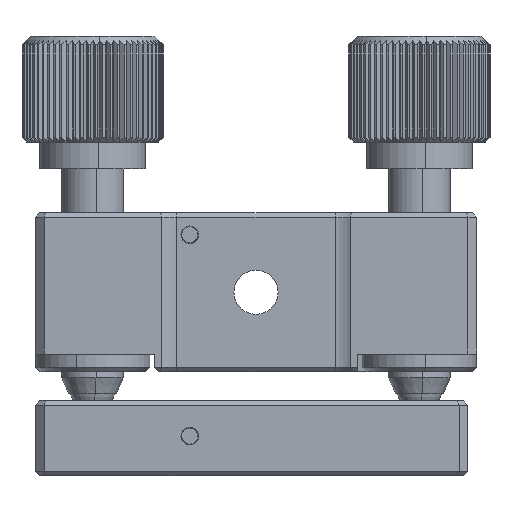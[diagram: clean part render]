
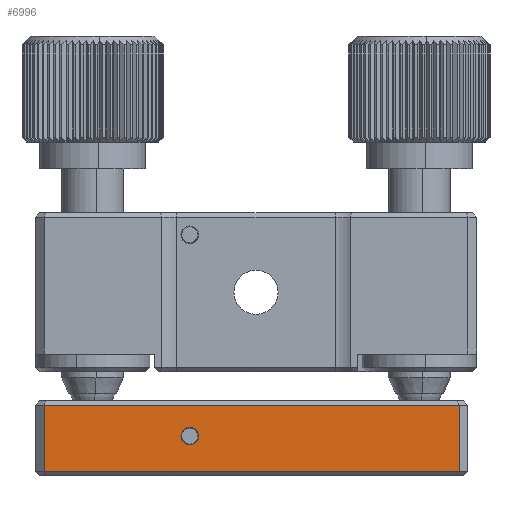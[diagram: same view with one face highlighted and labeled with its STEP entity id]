
A CAD part, left-side view. The second image highlights one B-rep face of the part: STEP entity #6996.
In plain terms, the highlighted planar face has unit normal (-1, 0, 0).
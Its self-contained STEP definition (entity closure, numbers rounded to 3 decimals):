
#387 = EDGE_CURVE ( 'NONE', #31411, #21684, #24780, .T. ) ;
#453 = DIRECTION ( 'NONE',  ( 0., 0., 1. ) ) ;
#1505 = CARTESIAN_POINT ( 'NONE',  ( -24., -25.117, -3.705 ) ) ;
#1511 = VECTOR ( 'NONE', #33104, 1000. ) ;
#1821 = ORIENTED_EDGE ( 'NONE', *, *, #31235, .F. ) ;
#2729 = CARTESIAN_POINT ( 'NONE',  ( -24., -25.117, 3.795 ) ) ;
#3152 = CARTESIAN_POINT ( 'NONE',  ( -24., 21.883, 3.795 ) ) ;
#3315 = EDGE_CURVE ( 'NONE', #20628, #31411, #26942, .T. ) ;
#3435 = DIRECTION ( 'NONE',  ( 0., 0., -1. ) ) ;
#3674 = AXIS2_PLACEMENT_3D ( 'NONE', #23468, #28629, #453 ) ;
#4008 = VECTOR ( 'NONE', #15453, 1000. ) ;
#4034 = CARTESIAN_POINT ( 'NONE',  ( -24., -25.117, -3.705 ) ) ;
#4220 = AXIS2_PLACEMENT_3D ( 'NONE', #8867, #16687, #3435 ) ;
#4423 = DIRECTION ( 'NONE',  ( 0., 0., -1. ) ) ;
#4750 = ORIENTED_EDGE ( 'NONE', *, *, #13245, .F. ) ;
#6996 = ADVANCED_FACE ( 'NONE', ( #21369, #23778 ), #18816, .F. ) ;
#7035 = DIRECTION ( 'NONE',  ( 0., 0., -1. ) ) ;
#8867 = CARTESIAN_POINT ( 'NONE',  ( -24., -25.117, 4.295 ) ) ;
#9668 = VECTOR ( 'NONE', #7035, 1000. ) ;
#11206 = CARTESIAN_POINT ( 'NONE',  ( -24., 21.883, -3.705 ) ) ;
#11452 = CARTESIAN_POINT ( 'NONE',  ( -24., 5.383, -0.705 ) ) ;
#11910 = VERTEX_POINT ( 'NONE', #11452 ) ;
#12409 = CARTESIAN_POINT ( 'NONE',  ( -24., 21.883, 3.795 ) ) ;
#13245 = EDGE_CURVE ( 'NONE', #11910, #13562, #28412, .T. ) ;
#13562 = VERTEX_POINT ( 'NONE', #29719 ) ;
#14155 = EDGE_LOOP ( 'NONE', ( #1821, #4750 ) ) ;
#14552 = AXIS2_PLACEMENT_3D ( 'NONE', #21057, #26440, #29119 ) ;
#14828 = VECTOR ( 'NONE', #4423, 1000. ) ;
#15453 = DIRECTION ( 'NONE',  ( 0., 1., 0. ) ) ;
#15513 = ORIENTED_EDGE ( 'NONE', *, *, #16653, .F. ) ;
#15857 = ORIENTED_EDGE ( 'NONE', *, *, #3315, .T. ) ;
#16653 = EDGE_CURVE ( 'NONE', #29602, #21684, #28466, .T. ) ;
#16687 = DIRECTION ( 'NONE',  ( 1., 0., 0. ) ) ;
#18451 = ORIENTED_EDGE ( 'NONE', *, *, #19639, .T. ) ;
#18816 = PLANE ( 'NONE',  #4220 ) ;
#19639 = EDGE_CURVE ( 'NONE', #29602, #20628, #21273, .T. ) ;
#19808 = CARTESIAN_POINT ( 'NONE',  ( -24., -25.117, 4.295 ) ) ;
#20628 = VERTEX_POINT ( 'NONE', #3152 ) ;
#21057 = CARTESIAN_POINT ( 'NONE',  ( -24., 5.383, 0.295 ) ) ;
#21273 = LINE ( 'NONE', #12409, #4008 ) ;
#21369 = FACE_BOUND ( 'NONE', #14155, .T. ) ;
#21684 = VERTEX_POINT ( 'NONE', #1505 ) ;
#22258 = EDGE_LOOP ( 'NONE', ( #15857, #26287, #15513, #18451 ) ) ;
#23468 = CARTESIAN_POINT ( 'NONE',  ( -24., 5.383, 0.295 ) ) ;
#23778 = FACE_OUTER_BOUND ( 'NONE', #22258, .T. ) ;
#24780 = LINE ( 'NONE', #4034, #1511 ) ;
#26287 = ORIENTED_EDGE ( 'NONE', *, *, #387, .T. ) ;
#26440 = DIRECTION ( 'NONE',  ( -1., 0., 0. ) ) ;
#26942 = LINE ( 'NONE', #30153, #9668 ) ;
#28412 = CIRCLE ( 'NONE', #3674, 1. ) ;
#28466 = LINE ( 'NONE', #19808, #14828 ) ;
#28629 = DIRECTION ( 'NONE',  ( -1., 0., 0. ) ) ;
#29119 = DIRECTION ( 'NONE',  ( 0., 0., 1. ) ) ;
#29602 = VERTEX_POINT ( 'NONE', #2729 ) ;
#29719 = CARTESIAN_POINT ( 'NONE',  ( -24., 5.383, 1.295 ) ) ;
#30153 = CARTESIAN_POINT ( 'NONE',  ( -24., 21.883, 4.295 ) ) ;
#31235 = EDGE_CURVE ( 'NONE', #13562, #11910, #32590, .T. ) ;
#31411 = VERTEX_POINT ( 'NONE', #11206 ) ;
#32590 = CIRCLE ( 'NONE', #14552, 1. ) ;
#33104 = DIRECTION ( 'NONE',  ( 0., -1., 0. ) ) ;
